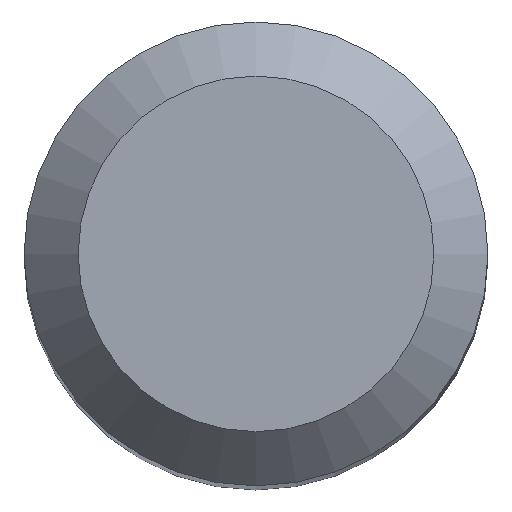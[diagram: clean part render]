
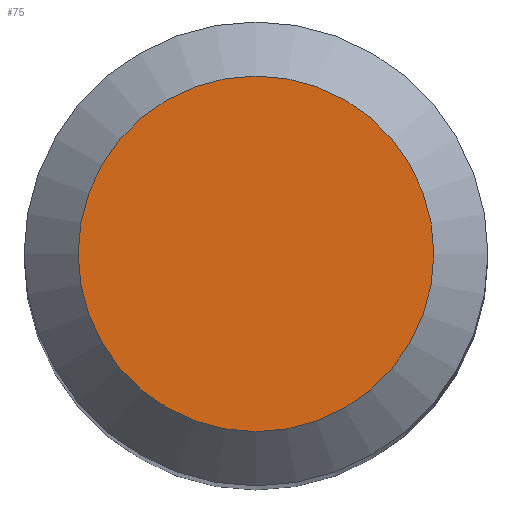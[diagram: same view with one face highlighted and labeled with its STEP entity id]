
A CAD part, top view. The second image highlights one B-rep face of the part: STEP entity #75.
In plain terms, the highlighted planar face has unit normal (0, 0, 1).
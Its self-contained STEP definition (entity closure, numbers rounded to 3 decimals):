
#40 = FACE_OUTER_BOUND ( 'NONE', #61, .T. ) ;
#41 = CARTESIAN_POINT ( 'NONE',  ( 0., 0., 66. ) ) ;
#45 = DIRECTION ( 'NONE',  ( 0., 0., -1. ) ) ;
#61 = EDGE_LOOP ( 'NONE', ( #72 ) ) ;
#65 = DIRECTION ( 'NONE',  ( 0., 1., 0. ) ) ;
#72 = ORIENTED_EDGE ( 'NONE', *, *, #220, .F. ) ;
#75 = ADVANCED_FACE ( 'NONE', ( #40 ), #244, .F. ) ;
#106 = DIRECTION ( 'NONE',  ( 0., 1., 0. ) ) ;
#149 = AXIS2_PLACEMENT_3D ( 'NONE', #41, #184, #106 ) ;
#165 = VERTEX_POINT ( 'NONE', #247 ) ;
#184 = DIRECTION ( 'NONE',  ( 0., 0., -1. ) ) ;
#206 = CIRCLE ( 'NONE', #215, 2.3 ) ;
#215 = AXIS2_PLACEMENT_3D ( 'NONE', #246, #45, #65 ) ;
#220 = EDGE_CURVE ( 'NONE', #165, #165, #206, .T. ) ;
#244 = PLANE ( 'NONE',  #149 ) ;
#246 = CARTESIAN_POINT ( 'NONE',  ( 0., 0., 66. ) ) ;
#247 = CARTESIAN_POINT ( 'NONE',  ( 0., 2.3, 66. ) ) ;
